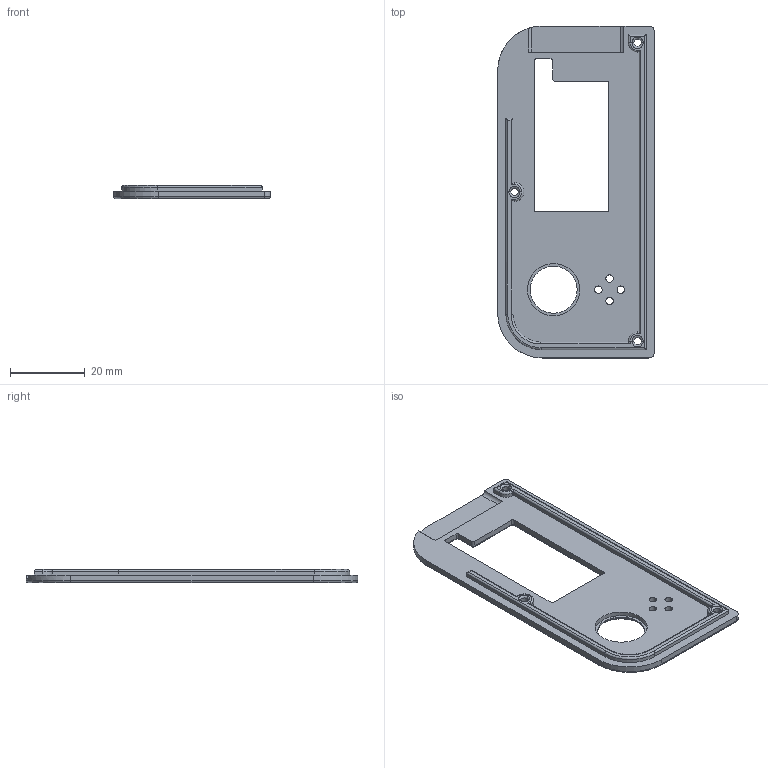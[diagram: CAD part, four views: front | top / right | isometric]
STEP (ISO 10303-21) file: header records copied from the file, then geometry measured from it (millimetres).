
FILE_DESCRIPTION (( 'STEP AP214' ), '1' );
FILE_NAME ('ESP_Cap.STEP', '2024-04-02T00:24:57', ( '' ), ( '' ), 'SwSTEP 2.0', 'SolidWorks 2023', '' );
FILE_SCHEMA (( 'AUTOMOTIVE_DESIGN' ));
Length unit declared in the file: millimetre
Products named in the file (1): ESP_Cap
Bounding box: 42 x 89 x 3.5 mm (x, y, z)
Volume: 5857 mm3; surface area: 6912.3 mm2
Topology: 1 solids, 1 shells, 135 faces, 325 edges, 193 vertices
Faces by surface type: cylinder 61, torus 36, plane 31, cone 6, sphere 1
Entity records: 3978 total; most frequent: DIRECTION 751, CARTESIAN_POINT 692, ORIENTED_EDGE 648, EDGE_CURVE 324, AXIS2_PLACEMENT_3D 302, VERTEX_POINT 193, CIRCLE 166, EDGE_LOOP 155
